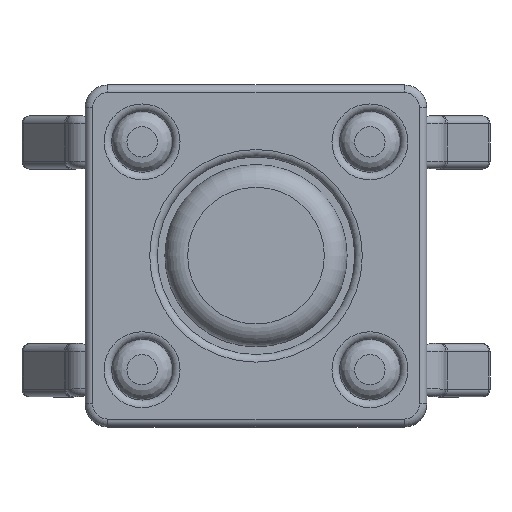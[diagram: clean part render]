
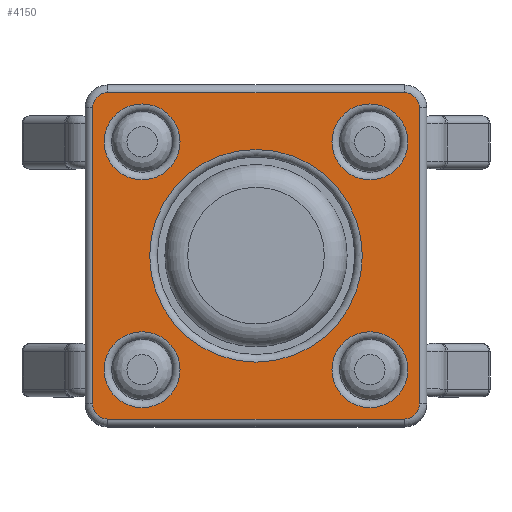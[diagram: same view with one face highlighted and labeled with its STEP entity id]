
A CAD part, top view. The second image highlights one B-rep face of the part: STEP entity #4150.
In plain terms, the highlighted planar face has unit normal (0, 0, 1).
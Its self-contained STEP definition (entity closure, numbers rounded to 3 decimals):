
#138=FACE_BOUND('',#1272,.T.);
#139=FACE_BOUND('',#1273,.T.);
#140=FACE_BOUND('',#1274,.T.);
#141=FACE_BOUND('',#1275,.T.);
#142=FACE_BOUND('',#1276,.T.);
#159=PLANE('',#4484);
#258=LINE('',#6517,#564);
#259=LINE('',#6521,#565);
#260=LINE('',#6525,#566);
#261=LINE('',#6528,#567);
#564=VECTOR('',#5108,10.);
#565=VECTOR('',#5111,10.);
#566=VECTOR('',#5114,10.);
#567=VECTOR('',#5117,10.);
#977=FACE_OUTER_BOUND('',#1271,.T.);
#1271=EDGE_LOOP('',(#2916,#2917,#2918,#2919,#2920,#2921,#2922,#2923));
#1272=EDGE_LOOP('',(#2924));
#1273=EDGE_LOOP('',(#2925));
#1274=EDGE_LOOP('',(#2926));
#1275=EDGE_LOOP('',(#2927));
#1276=EDGE_LOOP('',(#2928));
#1570=CIRCLE('',#4481,0.5);
#1573=CIRCLE('',#4485,0.2);
#1574=CIRCLE('',#4486,0.2);
#1575=CIRCLE('',#4487,0.2);
#1576=CIRCLE('',#4488,0.2);
#1577=CIRCLE('',#4489,0.5);
#1578=CIRCLE('',#4490,1.4);
#1579=CIRCLE('',#4491,0.5);
#1580=CIRCLE('',#4492,0.5);
#1863=VERTEX_POINT('',#6507);
#1865=VERTEX_POINT('',#6513);
#1866=VERTEX_POINT('',#6514);
#1867=VERTEX_POINT('',#6516);
#1868=VERTEX_POINT('',#6518);
#1869=VERTEX_POINT('',#6520);
#1870=VERTEX_POINT('',#6522);
#1871=VERTEX_POINT('',#6524);
#1872=VERTEX_POINT('',#6526);
#1873=VERTEX_POINT('',#6529);
#1874=VERTEX_POINT('',#6531);
#1875=VERTEX_POINT('',#6533);
#1876=VERTEX_POINT('',#6535);
#2237=EDGE_CURVE('',#1863,#1863,#1570,.T.);
#2240=EDGE_CURVE('',#1865,#1866,#1573,.T.);
#2241=EDGE_CURVE('',#1867,#1865,#258,.T.);
#2242=EDGE_CURVE('',#1868,#1867,#1574,.T.);
#2243=EDGE_CURVE('',#1869,#1868,#259,.T.);
#2244=EDGE_CURVE('',#1870,#1869,#1575,.T.);
#2245=EDGE_CURVE('',#1871,#1870,#260,.T.);
#2246=EDGE_CURVE('',#1872,#1871,#1576,.T.);
#2247=EDGE_CURVE('',#1866,#1872,#261,.T.);
#2248=EDGE_CURVE('',#1873,#1873,#1577,.T.);
#2249=EDGE_CURVE('',#1874,#1874,#1578,.T.);
#2250=EDGE_CURVE('',#1875,#1875,#1579,.T.);
#2251=EDGE_CURVE('',#1876,#1876,#1580,.T.);
#2916=ORIENTED_EDGE('',*,*,#2240,.F.);
#2917=ORIENTED_EDGE('',*,*,#2241,.F.);
#2918=ORIENTED_EDGE('',*,*,#2242,.F.);
#2919=ORIENTED_EDGE('',*,*,#2243,.F.);
#2920=ORIENTED_EDGE('',*,*,#2244,.F.);
#2921=ORIENTED_EDGE('',*,*,#2245,.F.);
#2922=ORIENTED_EDGE('',*,*,#2246,.F.);
#2923=ORIENTED_EDGE('',*,*,#2247,.F.);
#2924=ORIENTED_EDGE('',*,*,#2248,.F.);
#2925=ORIENTED_EDGE('',*,*,#2249,.F.);
#2926=ORIENTED_EDGE('',*,*,#2250,.F.);
#2927=ORIENTED_EDGE('',*,*,#2251,.F.);
#2928=ORIENTED_EDGE('',*,*,#2237,.F.);
#4150=ADVANCED_FACE('',(#977,#138,#139,#140,#141,#142),#159,.T.);
#4481=AXIS2_PLACEMENT_3D('',#6508,#5098,#5099);
#4484=AXIS2_PLACEMENT_3D('',#6512,#5104,#5105);
#4485=AXIS2_PLACEMENT_3D('',#6515,#5106,#5107);
#4486=AXIS2_PLACEMENT_3D('',#6519,#5109,#5110);
#4487=AXIS2_PLACEMENT_3D('',#6523,#5112,#5113);
#4488=AXIS2_PLACEMENT_3D('',#6527,#5115,#5116);
#4489=AXIS2_PLACEMENT_3D('',#6530,#5118,#5119);
#4490=AXIS2_PLACEMENT_3D('',#6532,#5120,#5121);
#4491=AXIS2_PLACEMENT_3D('',#6534,#5122,#5123);
#4492=AXIS2_PLACEMENT_3D('',#6536,#5124,#5125);
#5098=DIRECTION('center_axis',(0.,0.,1.));
#5099=DIRECTION('ref_axis',(-1.,0.,0.));
#5104=DIRECTION('center_axis',(0.,0.,1.));
#5105=DIRECTION('ref_axis',(1.,0.,0.));
#5106=DIRECTION('center_axis',(0.,0.,-1.));
#5107=DIRECTION('ref_axis',(-0.707,0.707,0.));
#5108=DIRECTION('',(0.,1.,0.));
#5109=DIRECTION('center_axis',(0.,0.,-1.));
#5110=DIRECTION('ref_axis',(-0.707,-0.707,0.));
#5111=DIRECTION('',(-1.,0.,0.));
#5112=DIRECTION('center_axis',(0.,0.,-1.));
#5113=DIRECTION('ref_axis',(0.707,-0.707,0.));
#5114=DIRECTION('',(0.,-1.,0.));
#5115=DIRECTION('center_axis',(0.,0.,-1.));
#5116=DIRECTION('ref_axis',(0.707,0.707,0.));
#5117=DIRECTION('',(1.,0.,0.));
#5118=DIRECTION('center_axis',(0.,0.,1.));
#5119=DIRECTION('ref_axis',(-1.,0.,0.));
#5120=DIRECTION('center_axis',(0.,0.,1.));
#5121=DIRECTION('ref_axis',(-1.,0.,0.));
#5122=DIRECTION('center_axis',(0.,0.,1.));
#5123=DIRECTION('ref_axis',(-1.,0.,0.));
#5124=DIRECTION('center_axis',(0.,0.,1.));
#5125=DIRECTION('ref_axis',(-1.,0.,0.));
#6507=CARTESIAN_POINT('',(2.,-1.5,2.9));
#6508=CARTESIAN_POINT('Origin',(1.5,-1.5,2.9));
#6512=CARTESIAN_POINT('Origin',(0.,0.,2.9));
#6513=CARTESIAN_POINT('',(-2.15,1.95,2.9));
#6514=CARTESIAN_POINT('',(-1.95,2.15,2.9));
#6515=CARTESIAN_POINT('Origin',(-1.95,1.95,2.9));
#6516=CARTESIAN_POINT('',(-2.15,-1.95,2.9));
#6517=CARTESIAN_POINT('',(-2.15,1.125,2.9));
#6518=CARTESIAN_POINT('',(-1.95,-2.15,2.9));
#6519=CARTESIAN_POINT('Origin',(-1.95,-1.95,2.9));
#6520=CARTESIAN_POINT('',(1.95,-2.15,2.9));
#6521=CARTESIAN_POINT('',(-1.125,-2.15,2.9));
#6522=CARTESIAN_POINT('',(2.15,-1.95,2.9));
#6523=CARTESIAN_POINT('Origin',(1.95,-1.95,2.9));
#6524=CARTESIAN_POINT('',(2.15,1.95,2.9));
#6525=CARTESIAN_POINT('',(2.15,-1.125,2.9));
#6526=CARTESIAN_POINT('',(1.95,2.15,2.9));
#6527=CARTESIAN_POINT('Origin',(1.95,1.95,2.9));
#6528=CARTESIAN_POINT('',(1.125,2.15,2.9));
#6529=CARTESIAN_POINT('',(2.,1.5,2.9));
#6530=CARTESIAN_POINT('Origin',(1.5,1.5,2.9));
#6531=CARTESIAN_POINT('',(1.4,0.,2.9));
#6532=CARTESIAN_POINT('Origin',(0.,0.,2.9));
#6533=CARTESIAN_POINT('',(-1.,-1.5,2.9));
#6534=CARTESIAN_POINT('Origin',(-1.5,-1.5,2.9));
#6535=CARTESIAN_POINT('',(-1.,1.5,2.9));
#6536=CARTESIAN_POINT('Origin',(-1.5,1.5,2.9));
